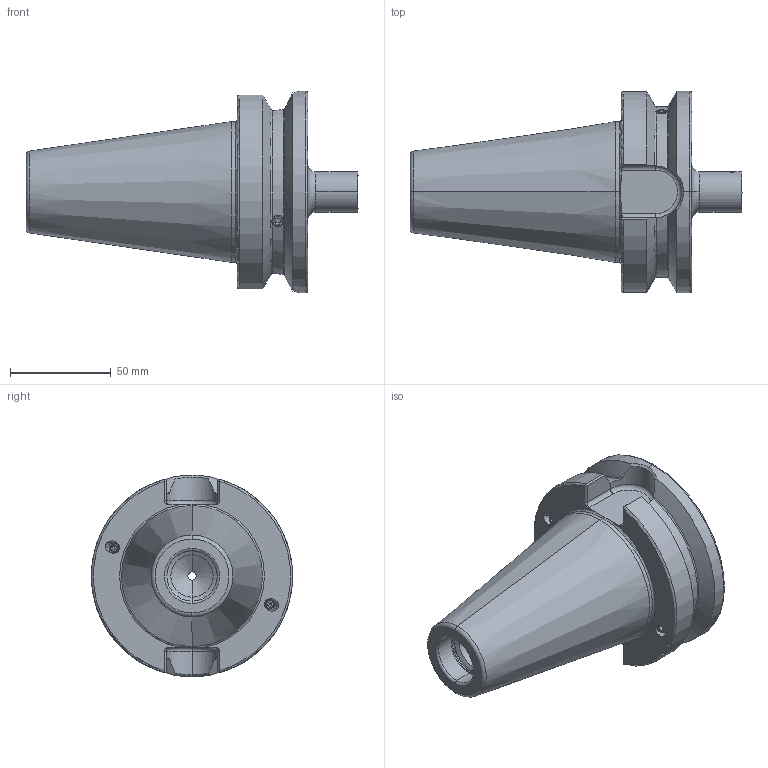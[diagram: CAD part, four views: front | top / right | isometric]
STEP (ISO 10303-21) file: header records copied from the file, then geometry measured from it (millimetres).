
FILE_DESCRIPTION (( 'STEP AP203' ), '1' );
FILE_NAME ('BB5-ST1.K01.063.STEP', '2017-11-06T14:31:41', ( 'SWIAdmin' ), ( 'Hewlett-Packard Company' ), 'SwSTEP 2.0', 'SolidWorks 2017', '' );
FILE_SCHEMA (( 'CONFIG_CONTROL_DESIGN' ));
Length unit declared in the file: millimetre
Products named in the file (5): BB5-ST1.K01.063_C_mit Bundk”lung; ST1-ER1.001.005_A; ISO 4026 - M6 x 5_PreviewCfg; ISO 4026 - M5 x 5_PreviewCfg; BB5-ST1.K01.063
Assembly tree (6 placements, depth 2):
  BB5-ST1.K01.063
    BB5-ST1.K01.063_C_mit Bundk”lung
    ST1-ER1.001.005_A
    ISO 4026 - M6 x 5_PreviewCfg  x2
    ISO 4026 - M5 x 5_PreviewCfg  x2
Bounding box: 164.8 x 100 x 100 mm (x, y, z)
Volume: 473728 mm3; surface area: 54148.2 mm2
Topology: 6 solids, 6 shells, 222 faces, 528 edges, 321 vertices
Faces by surface type: plane 78, cylinder 62, cone 48, torus 30, bspline 4
Entity records: 7082 total; most frequent: CARTESIAN_POINT 2133, ORIENTED_EDGE 924, DIRECTION 910, EDGE_CURVE 462, AXIS2_PLACEMENT_3D 357, VERTEX_POINT 281, EDGE_LOOP 207, VECTOR 196
